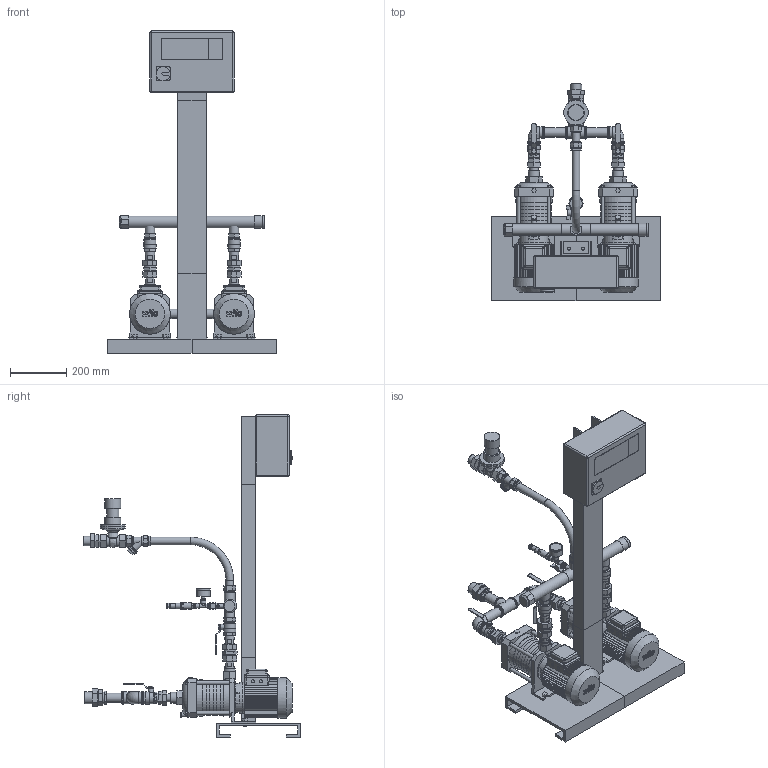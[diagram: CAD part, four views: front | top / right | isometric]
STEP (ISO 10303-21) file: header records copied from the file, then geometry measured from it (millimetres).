
FILE_DESCRIPTION(/* description */ (''),/* implementation_level */ '2;1');
FILE_NAME(/* name */ '3d_WEH-2-306-T_CE-4157266.stp',/* time_stamp */ '2020-11-04T13:31:20+01:00',/* author */ ('Andrzej'),/* organization */ (''),/* preprocessor_version */ 'ST-DEVELOPER v16.13',/* originating_system */ 'AutoCAD Mechanical',/* authorisation */ '');
FILE_SCHEMA (('AUTOMOTIVE_DESIGN { 1 0 10303 214 3 1 1 }'));
Products named in the file (1): Product
Bounding box: 600 x 774.35 x 1150 mm (x, y, z)
Volume: 27943877 mm3; surface area: 3206609.7 mm2
Topology: 97 solids, 97 shells, 1948 faces, 4706 edges, 3058 vertices
Faces by surface type: plane 1314, cylinder 484, bspline 69, cone 36, torus 33, sphere 12
Full cylindrical faces by diameter (mm): 11 x7, 11.1 x1, 11.8 x1, 12 x5, 13 x1, 13.454 x8, 13.5 x3, 14 x1, 15 x10, 15.7 x2, 17 x1, 18 x4, 18.8 x2, 19.2 x4, 20 x2, 21 x1, 22 x1, 22.8 x2, 24 x1, 26.9 x2, 27.3 x1, 29.7 x2, 32.4 x2, 33.7 x21, 34.8 x1, 36 x2, 38 x1, 39.4 x2, 39.7 x4, 41.5 x1
Entity records: 56694 total; most frequent: CARTESIAN_POINT 11990, DIRECTION 9136, ORIENTED_EDGE 8798, EDGE_CURVE 4399, LINE 3090, VECTOR 3090, AXIS2_PLACEMENT_3D 3023, VERTEX_POINT 2989
